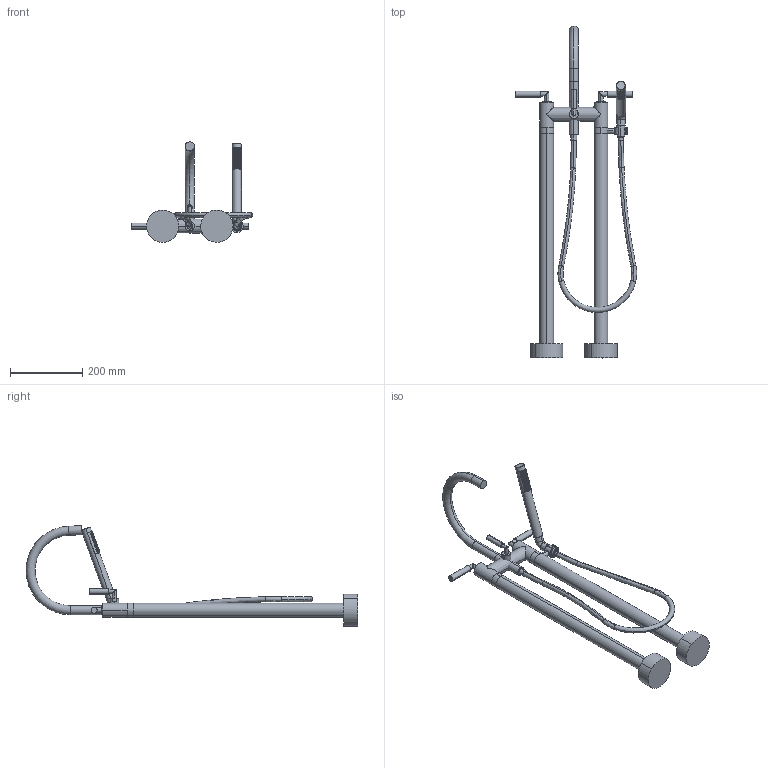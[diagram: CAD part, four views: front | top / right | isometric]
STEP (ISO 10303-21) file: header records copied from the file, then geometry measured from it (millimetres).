
FILE_DESCRIPTION (( 'STEP AP203' ), '1' );
FILE_NAME ('25943882-00.STEP', '2018-07-03T14:25:35', ( '' ), ( '' ), 'SwSTEP 2.0', 'SolidWorks 2017', '' );
FILE_SCHEMA (( 'CONFIG_CONTROL_DESIGN' ));
Length unit declared in the file: millimetre
Products named in the file (23): Planungsmodell_Koerper-+-04.12.11.140.10_04_K1; Planungsmodell_GriffSLDPRT-+-04.20.88.052.00-01_-; Planungsmodell_Rohr_gerade-+-28.568.780-10_ _K48_38x17; Planungsmodell_Einsatz-+-04.12.11.140.10_02_K1; Planungsmodell_Griff-+-09.20.89.005-01_ _K2; 25943882-00; Planungsmodell_Nippel-+-36.009.780-04_ _K4_23x28x23x110ø; Planungsmodell_Einsatz-+-04.12.11.140.10_03_K1; Planungsmodell_Rohr_gerade-+-28.568.780-10_ _K38_25x20; Planungsmodell_Rohr_gerade-+-28.568.780-10_ _K107_20,8x2,2; Planungsmodell_Rohr_gerade-+-28.568.780-10_ _K87_38x590; Planungsmodell_Handbrause-+-04.12.11.140.10_01_K1; Planungsmodell_Rohr_gerade-+-28.568.780-10_ _K105_25x60; Planungsmodell_Rohr_gerade-+-28.568.780-10_ _K112_16,3x15,4; Planungsmodell_Auslauf-+-04.28.22.062.00.94-01_ _K24_25x87,5,R110<88x36,1; Planungsmodell_Rohr_gerade-+-28.568.780-10_ _K108_16x3,2; Planungsmodell_Rosette_rund-+-36.104.820-01_ _K23_89,5x39,5; Planungsmodell_Konus-+-09.30.02.005-03_-; Planungsmodell_Brausehalter-+-04.28.10.029.01.94-01_-_K1; Planungsmodell_Koerper-+-04.17.10.018.00.94-01_ _K1; Planungsmodell_Schlauch-+-09.30.02.072-02_-_K2_Schlauch; Planungsmodell_Huelse-+-28.050.780-01_ _K1; Planungsmodell_Rohr_gerade-+-28.568.780-10_ _K99_24,5x2,75
Assembly tree (27 placements, depth 4):
  25943882-00
    Planungsmodell_Koerper-+-04.17.10.018.00.94-01_ _K1
    Planungsmodell_Rohr_gerade-+-28.568.780-10_ _K99_24,5x2,75  x2
    Planungsmodell_GriffSLDPRT-+-04.20.88.052.00-01_-  x2
    Planungsmodell_Griff-+-09.20.89.005-01_ _K2
    Planungsmodell_Rohr_gerade-+-28.568.780-10_ _K38_25x20
    Planungsmodell_Rohr_gerade-+-28.568.780-10_ _K105_25x60
    Planungsmodell_Auslauf-+-04.28.22.062.00.94-01_ _K24_25x87,5,R110<88x36,1
    Planungsmodell_Rosette_rund-+-36.104.820-01_ _K23_89,5x39,5  x2
    Planungsmodell_Brausehalter-+-04.28.10.029.01.94-01_-_K1
    Planungsmodell_Huelse-+-28.050.780-01_ _K1
    Planungsmodell_Handbrause-+-04.12.11.140.10_01_K1
      Planungsmodell_Koerper-+-04.12.11.140.10_04_K1
      Planungsmodell_Einsatz-+-04.12.11.140.10_03_K1
        Planungsmodell_Einsatz-+-04.12.11.140.10_02_K1
    Planungsmodell_Nippel-+-36.009.780-04_ _K4_23x28x23x110ø
    Planungsmodell_Rohr_gerade-+-28.568.780-10_ _K107_20,8x2,2
    Planungsmodell_Rohr_gerade-+-28.568.780-10_ _K112_16,3x15,4
    Planungsmodell_Rohr_gerade-+-28.568.780-10_ _K108_16x3,2
    Planungsmodell_Konus-+-09.30.02.005-03_-
    Planungsmodell_Schlauch-+-09.30.02.072-02_-_K2_Schlauch
    Planungsmodell_Rohr_gerade-+-28.568.780-10_ _K87_38x590  x2
    Planungsmodell_Rohr_gerade-+-28.568.780-10_ _K48_38x17  x2
Bounding box: 336.01 x 918.78 x 278.31 mm (x, y, z)
Volume: 2848124.4 mm3; surface area: 391411.7 mm2
Topology: 25 solids, 25 shells, 525 faces, 1061 edges, 644 vertices
Faces by surface type: cylinder 211, torus 146, plane 135, bspline 22, cone 11
Entity records: 21148 total; most frequent: CARTESIAN_POINT 8074, DIRECTION 2411, ORIENTED_EDGE 2010, AXIS2_PLACEMENT_3D 1091, EDGE_CURVE 1005, VERTEX_POINT 616, CIRCLE 581, EDGE_LOOP 567
